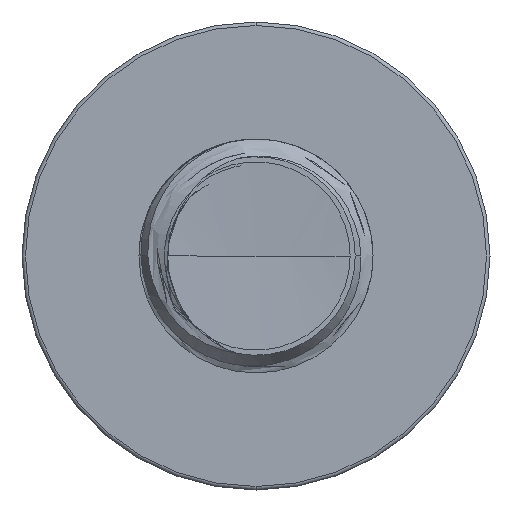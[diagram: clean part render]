
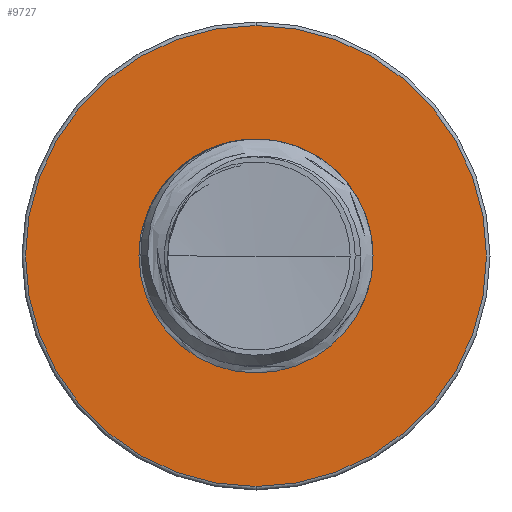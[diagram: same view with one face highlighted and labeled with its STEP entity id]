
A CAD part, front view. The second image highlights one B-rep face of the part: STEP entity #9727.
In plain terms, the highlighted planar face has unit normal (0, -1, 0).
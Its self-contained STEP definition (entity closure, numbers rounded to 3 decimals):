
#354 = EDGE_LOOP ( 'NONE', ( #14634, #6623 ) ) ;
#636 = CARTESIAN_POINT ( 'NONE',  ( 0., 4., -0.969 ) ) ;
#1496 = CARTESIAN_POINT ( 'NONE',  ( 0., 4., 0. ) ) ;
#1643 = VERTEX_POINT ( 'NONE', #7938 ) ;
#2038 = FACE_BOUND ( 'NONE', #11552, .T. ) ;
#3072 = DIRECTION ( 'NONE',  ( 0., 0., -1. ) ) ;
#3253 = CARTESIAN_POINT ( 'NONE',  ( 0., 4., 0. ) ) ;
#3688 = EDGE_CURVE ( 'NONE', #1643, #20051, #7261, .T. ) ;
#4150 = CIRCLE ( 'NONE', #11865, 0.969 ) ;
#4718 = EDGE_CURVE ( 'NONE', #15263, #5250, #4150, .T. ) ;
#4976 = DIRECTION ( 'NONE',  ( 0., 0., -1. ) ) ;
#5250 = VERTEX_POINT ( 'NONE', #17229 ) ;
#5955 = EDGE_CURVE ( 'NONE', #20051, #1643, #19652, .T. ) ;
#6623 = ORIENTED_EDGE ( 'NONE', *, *, #3688, .T. ) ;
#6763 = DIRECTION ( 'NONE',  ( 0., 0., -1. ) ) ;
#6813 = AXIS2_PLACEMENT_3D ( 'NONE', #8514, #8486, #8433 ) ;
#6901 = PLANE ( 'NONE',  #13211 ) ;
#7221 = CIRCLE ( 'NONE', #12681, 0.969 ) ;
#7261 = CIRCLE ( 'NONE', #6813, 1.97 ) ;
#7938 = CARTESIAN_POINT ( 'NONE',  ( 0., 4., 1.97 ) ) ;
#8424 = EDGE_CURVE ( 'NONE', #5250, #15263, #7221, .T. ) ;
#8433 = DIRECTION ( 'NONE',  ( 0., 0., -1. ) ) ;
#8486 = DIRECTION ( 'NONE',  ( 0., -1., 0. ) ) ;
#8514 = CARTESIAN_POINT ( 'NONE',  ( 0., 4., 0. ) ) ;
#8518 = DIRECTION ( 'NONE',  ( 0., 0., -1. ) ) ;
#9727 = ADVANCED_FACE ( 'NONE', ( #14955, #2038 ), #6901, .T. ) ;
#11552 = EDGE_LOOP ( 'NONE', ( #15120, #19057 ) ) ;
#11732 = CARTESIAN_POINT ( 'NONE',  ( 0., 4., 0.969 ) ) ;
#11865 = AXIS2_PLACEMENT_3D ( 'NONE', #17871, #17913, #6763 ) ;
#12681 = AXIS2_PLACEMENT_3D ( 'NONE', #1496, #12880, #3072 ) ;
#12880 = DIRECTION ( 'NONE',  ( 0., -1., 0. ) ) ;
#13211 = AXIS2_PLACEMENT_3D ( 'NONE', #11732, #17875, #8518 ) ;
#14599 = DIRECTION ( 'NONE',  ( 0., -1., 0. ) ) ;
#14634 = ORIENTED_EDGE ( 'NONE', *, *, #5955, .T. ) ;
#14955 = FACE_OUTER_BOUND ( 'NONE', #354, .T. ) ;
#15120 = ORIENTED_EDGE ( 'NONE', *, *, #4718, .F. ) ;
#15263 = VERTEX_POINT ( 'NONE', #636 ) ;
#16077 = CARTESIAN_POINT ( 'NONE',  ( 0., 4., -1.97 ) ) ;
#17229 = CARTESIAN_POINT ( 'NONE',  ( 0., 4., 0.969 ) ) ;
#17871 = CARTESIAN_POINT ( 'NONE',  ( 0., 4., 0. ) ) ;
#17875 = DIRECTION ( 'NONE',  ( 0., -1., 0. ) ) ;
#17913 = DIRECTION ( 'NONE',  ( 0., -1., 0. ) ) ;
#18254 = AXIS2_PLACEMENT_3D ( 'NONE', #3253, #14599, #4976 ) ;
#19057 = ORIENTED_EDGE ( 'NONE', *, *, #8424, .F. ) ;
#19652 = CIRCLE ( 'NONE', #18254, 1.97 ) ;
#20051 = VERTEX_POINT ( 'NONE', #16077 ) ;
